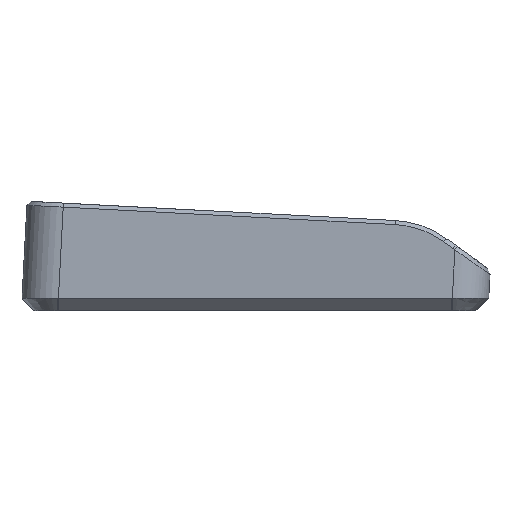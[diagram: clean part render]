
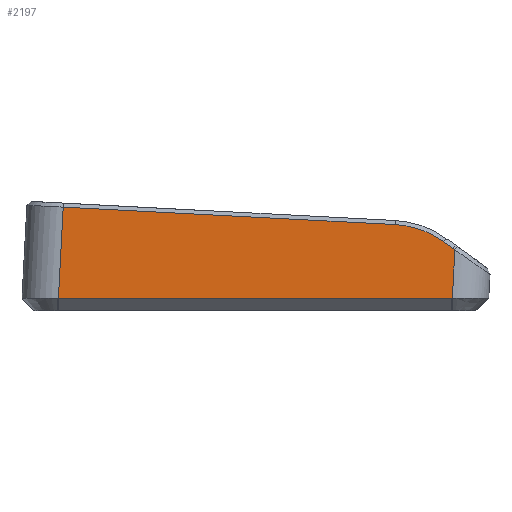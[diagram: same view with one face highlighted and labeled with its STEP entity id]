
A CAD part, left-side view. The second image highlights one B-rep face of the part: STEP entity #2197.
In plain terms, the highlighted planar face has unit normal (-1, 0, 0).
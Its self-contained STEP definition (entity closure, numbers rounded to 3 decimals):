
#43=B_SPLINE_CURVE_WITH_KNOTS('',3,(#3458,#3459,#3460,#3461),
 .UNSPECIFIED.,.F.,.F.,(4,4),(1.553,1.571),
 .UNSPECIFIED.);
#51=B_SPLINE_CURVE_WITH_KNOTS('',3,(#3890,#3891,#3892,#3893),
 .UNSPECIFIED.,.F.,.F.,(4,4),(-1.571,-1.511),
 .UNSPECIFIED.);
#144=PLANE('',#2398);
#271=FACE_OUTER_BOUND('',#405,.T.);
#405=EDGE_LOOP('',(#2030,#2031,#2032,#2033,#2034,#2035,#2036,#2037));
#494=LINE('',#3437,#710);
#503=LINE('',#3514,#719);
#586=LINE('',#3742,#802);
#590=LINE('',#3754,#806);
#609=LINE('',#3925,#825);
#710=VECTOR('',#2615,10.);
#719=VECTOR('',#2640,10.);
#802=VECTOR('',#2891,10.);
#806=VECTOR('',#2903,10.);
#825=VECTOR('',#2948,10.);
#907=CIRCLE('',#2369,22.5);
#1006=VERTEX_POINT('',#3390);
#1008=VERTEX_POINT('',#3430);
#1011=VERTEX_POINT('',#3435);
#1023=VERTEX_POINT('',#3513);
#1084=VERTEX_POINT('',#3739);
#1085=VERTEX_POINT('',#3744);
#1087=VERTEX_POINT('',#3750);
#1095=VERTEX_POINT('',#3806);
#1234=EDGE_CURVE('',#1011,#1008,#494,.T.);
#1236=EDGE_CURVE('',#1006,#1011,#43,.T.);
#1252=EDGE_CURVE('',#1023,#1008,#503,.T.);
#1366=EDGE_CURVE('',#1023,#1084,#586,.T.);
#1369=EDGE_CURVE('',#1084,#1085,#907,.T.);
#1372=EDGE_CURVE('',#1085,#1087,#590,.T.);
#1395=EDGE_CURVE('',#1087,#1095,#51,.T.);
#1401=EDGE_CURVE('',#1095,#1006,#609,.T.);
#2030=ORIENTED_EDGE('',*,*,#1236,.F.);
#2031=ORIENTED_EDGE('',*,*,#1401,.F.);
#2032=ORIENTED_EDGE('',*,*,#1395,.F.);
#2033=ORIENTED_EDGE('',*,*,#1372,.F.);
#2034=ORIENTED_EDGE('',*,*,#1369,.F.);
#2035=ORIENTED_EDGE('',*,*,#1366,.F.);
#2036=ORIENTED_EDGE('',*,*,#1252,.T.);
#2037=ORIENTED_EDGE('',*,*,#1234,.F.);
#2197=ADVANCED_FACE('',(#271),#144,.T.);
#2369=AXIS2_PLACEMENT_3D('',#3748,#2897,#2898);
#2398=AXIS2_PLACEMENT_3D('',#3952,#2989,#2990);
#2615=DIRECTION('',(0.,1.,0.));
#2640=DIRECTION('',(0.,0.052,-0.999));
#2891=DIRECTION('',(0.,-0.999,-0.052));
#2897=DIRECTION('center_axis',(1.,0.,0.));
#2898=DIRECTION('ref_axis',(0.,-0.332,0.943));
#2903=DIRECTION('',(0.,-0.811,-0.585));
#2948=DIRECTION('',(0.,0.052,-0.999));
#2989=DIRECTION('center_axis',(-1.,0.,0.));
#2990=DIRECTION('ref_axis',(0.,-0.999,-0.052));
#3390=CARTESIAN_POINT('',(-7.5,-98.848,3.004));
#3430=CARTESIAN_POINT('',(-7.5,-1.354,3.004));
#3435=CARTESIAN_POINT('',(-7.5,-98.69,3.004));
#3437=CARTESIAN_POINT('',(-7.5,-21.222,3.004));
#3458=CARTESIAN_POINT('Ctrl Pts',(-7.5,-98.848,3.004));
#3459=CARTESIAN_POINT('Ctrl Pts',(-7.5,-98.795,3.004));
#3460=CARTESIAN_POINT('Ctrl Pts',(-7.5,-98.743,3.004));
#3461=CARTESIAN_POINT('Ctrl Pts',(-7.5,-98.69,3.004));
#3513=CARTESIAN_POINT('',(-7.5,-2.539,25.603));
#3514=CARTESIAN_POINT('',(-7.5,-1.489,5.571));
#3739=CARTESIAN_POINT('',(-7.5,-84.709,21.297));
#3742=CARTESIAN_POINT('',(-7.5,-18.067,24.789));
#3744=CARTESIAN_POINT('',(-7.5,-96.694,17.076));
#3748=CARTESIAN_POINT('Origin',(-7.5,-83.531,-1.172));
#3750=CARTESIAN_POINT('',(-7.5,-98.957,15.443));
#3754=CARTESIAN_POINT('',(-7.5,-62.239,41.928));
#3806=CARTESIAN_POINT('',(-7.5,-99.48,15.066));
#3890=CARTESIAN_POINT('Ctrl Pts',(-7.5,-98.957,15.443));
#3891=CARTESIAN_POINT('Ctrl Pts',(-7.5,-99.131,15.318));
#3892=CARTESIAN_POINT('Ctrl Pts',(-7.5,-99.305,15.192));
#3893=CARTESIAN_POINT('Ctrl Pts',(-7.5,-99.48,15.066));
#3925=CARTESIAN_POINT('',(-7.5,-98.715,0.475));
#3952=CARTESIAN_POINT('Origin',(-7.5,7.499,6.042));
